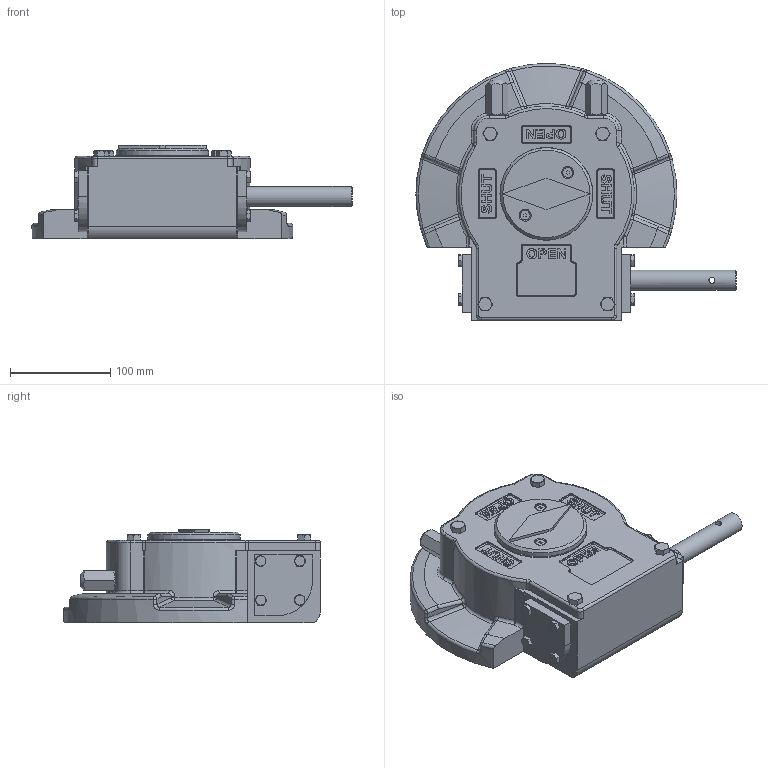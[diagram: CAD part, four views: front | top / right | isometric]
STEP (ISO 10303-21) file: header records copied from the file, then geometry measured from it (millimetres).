
FILE_DESCRIPTION( ( 'Unknown' ), '1' );
FILE_NAME( 'AB880G LB LH.stp', 'Unknown', ( 'Unknown' ), ( 'Unknown' ), 'PSStep 15.0.49', 'Unknown', ' ' );
FILE_SCHEMA( ( 'AUTOMOTIVE_DESIGN { 1 0 10303 214 1 1 1 1 }' ) );
Length unit declared in the file: millimetre
Products named in the file (1): 21C0Z10000001
Bounding box: 319 x 256 x 93 mm (x, y, z)
Volume: 2486190.3 mm3; surface area: 332174.5 mm2
Topology: 1 solids, 30 shells, 1334 faces, 3372 edges, 2125 vertices
Faces by surface type: plane 523, cylinder 309, cone 208, torus 171, bspline 58, sphere 35, extrusion 30
Full cylindrical faces by diameter (mm): 3 x1, 4.134 x2, 5 x2, 5.6 x3, 6 x11, 6.647 x8, 7 x8, 8 x4, 9 x4, 9.78 x2, 10.2 x2, 16 x1, 20 x2, 20.5 x2, 24 x3, 25.2 x1, 26 x2, 72.15 x2, 74 x2, 75 x4, 81 x1, 86 x1, 86.6 x1, 92 x1, 92.5 x1
Entity records: 62291 total; most frequent: CARTESIAN_POINT 21978, ORIENTED_EDGE 6304, DIRECTION 5747, EDGE_CURVE 3152, AXIS2_PLACEMENT_3D 2362, VERTEX_POINT 2061, EDGE_LOOP 1549, FACE_OUTER_BOUND 1420
